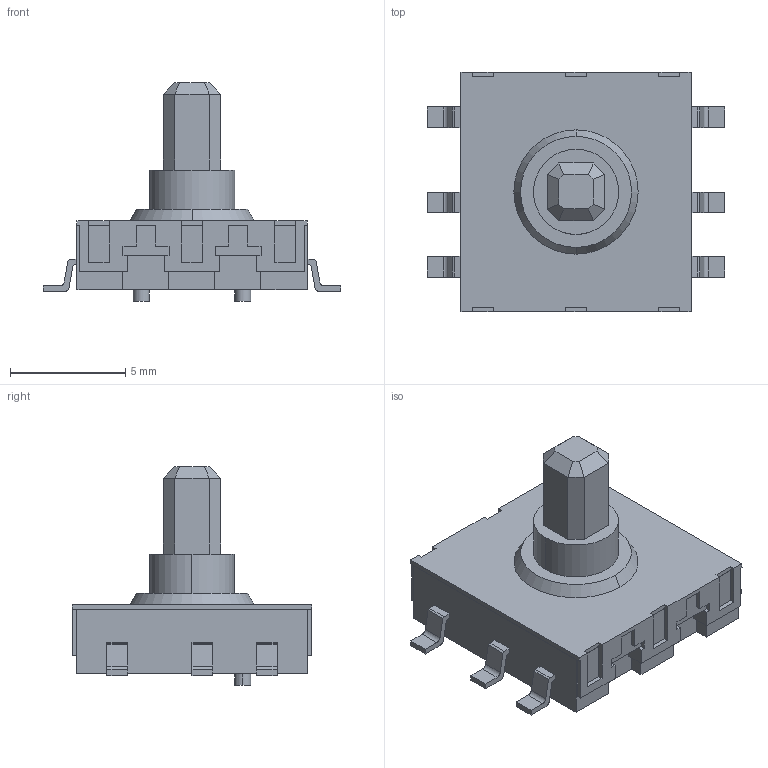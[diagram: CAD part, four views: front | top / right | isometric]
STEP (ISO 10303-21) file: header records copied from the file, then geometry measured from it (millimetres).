
FILE_DESCRIPTION (( 'STEP AP214' ), '1' );
FILE_NAME ('User Library-SMD Nav Joystick.STEP', '2020-07-15T13:28:48', ( '' ), ( '' ), 'SwSTEP 2.0', 'SolidWorks 2020', '' );
FILE_SCHEMA (( 'AUTOMOTIVE_DESIGN' ));
Length unit declared in the file: millimetre
Products named in the file (5): Component7; Component2; User Library-SMD Nav Joystick; Component3; SMD Nav Joystick
Assembly tree (4 placements, depth 2):
  User Library-SMD Nav Joystick
    SMD Nav Joystick
    Component2
    Component3
    Component7
Bounding box: 12.91 x 10.4 x 9.5 mm (x, y, z)
Volume: 347.7 mm3; surface area: 770.6 mm2
Topology: 13 solids, 13 shells, 249 faces, 674 edges, 440 vertices
Faces by surface type: plane 223, cylinder 24, cone 2
Entity records: 10718 total; most frequent: CARTESIAN_POINT 1370, ORIENTED_EDGE 1348, DIRECTION 1238, EDGE_CURVE 674, LINE 622, VECTOR 622, VERTEX_POINT 440, AXIS2_PLACEMENT_3D 308
